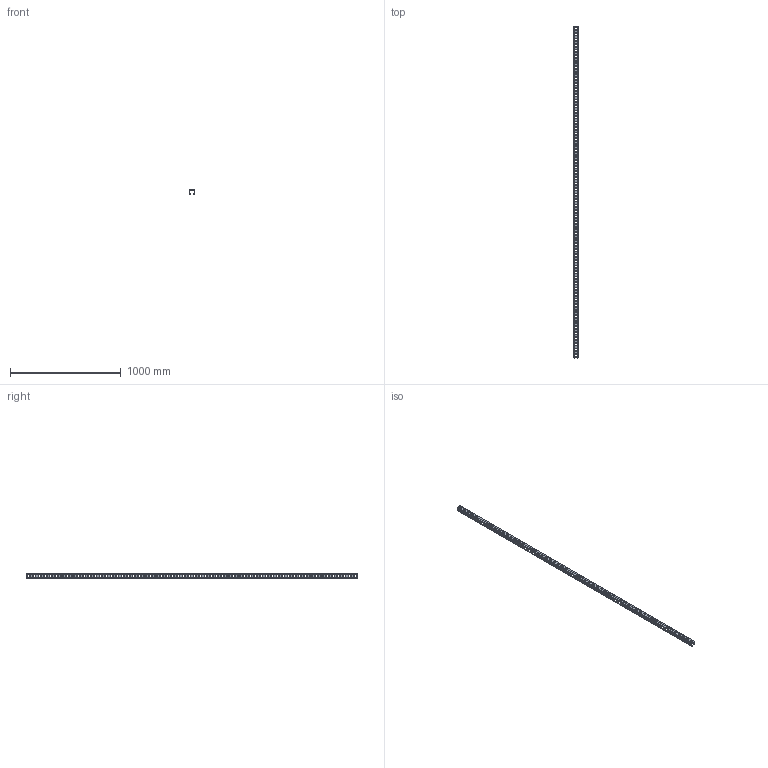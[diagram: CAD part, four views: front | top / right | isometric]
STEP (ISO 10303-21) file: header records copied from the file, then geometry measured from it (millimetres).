
FILE_DESCRIPTION((''),'2;1');
FILE_NAME('611130_PRT','2018-12-05T12:05:32',('tomasz.grudniewski'),(''),'CREO PARAMETRIC BY PTC INC, 2018260','CREO PARAMETRIC BY PTC INC, 2018260','');
FILE_SCHEMA(('CONFIG_CONTROL_DESIGN'));
Length unit declared in the file: millimetre
Products named in the file (1): 611130_PRT
Bounding box: 40 x 3000 x 37.76 mm (x, y, z)
Volume: 454320.1 mm3; surface area: 635333.7 mm2
Topology: 1 solids, 1 shells, 758 faces, 2236 edges, 1480 vertices
Faces by surface type: plane 390, cylinder 368
Entity records: 26178 total; most frequent: DIRECTION 4488, CARTESIAN_POINT 4474, ORIENTED_EDGE 4472, EDGE_CURVE 2236, VECTOR 1500, LINE 1500, AXIS2_PLACEMENT_3D 1494, VERTEX_POINT 1480
